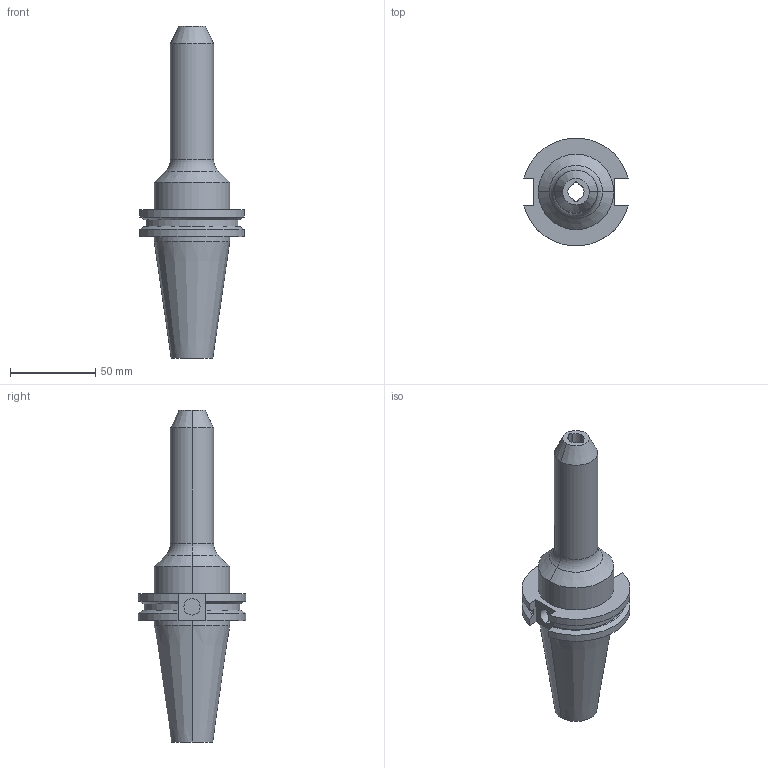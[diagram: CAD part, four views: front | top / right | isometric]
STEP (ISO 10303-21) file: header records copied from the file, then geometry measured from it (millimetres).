
FILE_DESCRIPTION (( 'STEP AP203' ), '1' );
FILE_NAME ('STP-TE-22915-5FB.STEP', '2016-10-04T07:09:48', ( 'user' ), ( '' ), 'SwSTEP 2.0', 'SolidWorks 2015', '' );
FILE_SCHEMA (( 'CONFIG_CONTROL_DESIGN' ));
Length unit declared in the file: millimetre
Products named in the file (1): STP-TE-22915-5FB
Bounding box: 61.35 x 63.26 x 195.25 mm (x, y, z)
Volume: 159331.1 mm3; surface area: 33979.6 mm2
Topology: 1 solids, 1 shells, 55 faces, 131 edges, 84 vertices
Faces by surface type: cylinder 25, plane 18, cone 10, torus 2
Entity records: 1696 total; most frequent: DIRECTION 297, CARTESIAN_POINT 295, ORIENTED_EDGE 262, EDGE_CURVE 131, AXIS2_PLACEMENT_3D 118, VERTEX_POINT 84, EDGE_LOOP 63, CIRCLE 62
